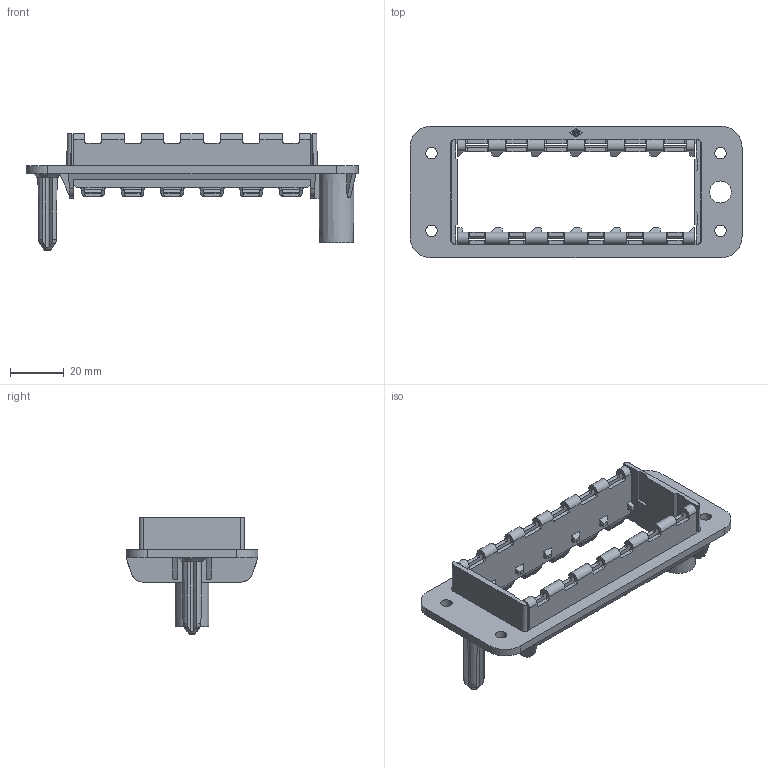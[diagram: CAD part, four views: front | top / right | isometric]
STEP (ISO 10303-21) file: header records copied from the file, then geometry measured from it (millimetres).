
FILE_DESCRIPTION(('Creo Elements/Direct Modeling STEP Export'),'2;1');
FILE_NAME('0ln7uvk5tn76r7c2880','2023-11-14T14:27:25',(''),(''),'Creo Elements/Direct Modeling STEP processor for AP214 (Solid Model)','Creo Elements/Direct Modeling 20.1B 02-Apr-2019 (C) Parametric Technology GmbH','');
FILE_SCHEMA(('AUTOMOTIVE_DESIGN { 1 0 10303 214 1 1 1 1 }'));
Length unit declared in the file: millimetre
Products named in the file (2): CX 06 PDF
Assembly tree (1 placements, depth 2):
  CX 06 PDF
    CX 06 PDF
Bounding box: 123.4 x 49 x 43.4 mm (x, y, z)
Volume: 22554.8 mm3; surface area: 25565.8 mm2
Topology: 1 solids, 1 shells, 596 faces, 1755 edges, 1153 vertices
Faces by surface type: plane 369, cylinder 207, cone 14, torus 6
Entity records: 29780 total; most frequent: CARTESIAN_POINT 8950, ORIENTED_EDGE 3510, DIRECTION 3167, EDGE_CURVE 1755, VECTOR 1209, LINE 1209, VERTEX_POINT 1153, AXIS2_PLACEMENT_3D 979
